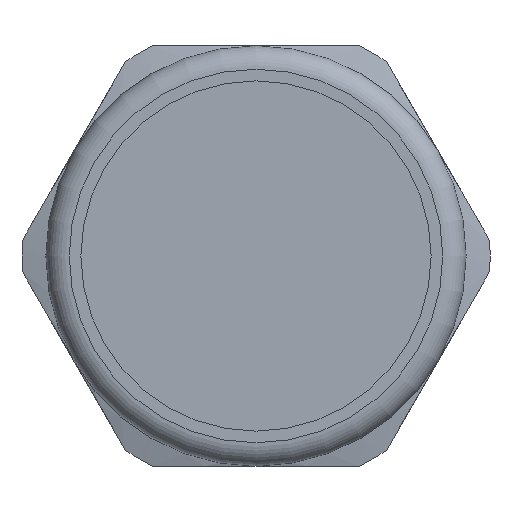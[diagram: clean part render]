
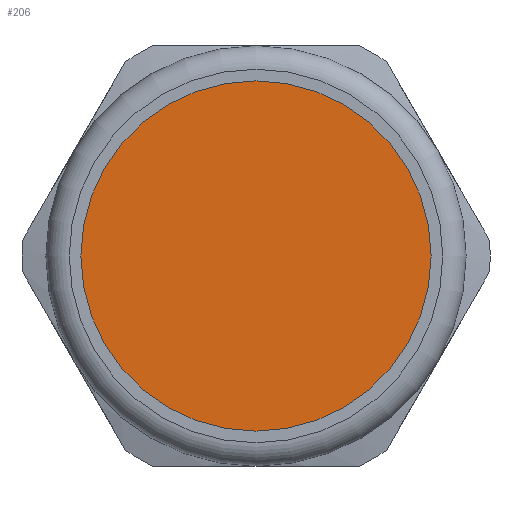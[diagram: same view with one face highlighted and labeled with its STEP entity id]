
A CAD part, left-side view. The second image highlights one B-rep face of the part: STEP entity #206.
In plain terms, the highlighted planar face has unit normal (-1, 0, 0).
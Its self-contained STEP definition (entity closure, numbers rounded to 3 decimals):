
#206 = ADVANCED_FACE( '', ( #430 ), #431, .T. );
#430 = FACE_OUTER_BOUND( '', #649, .T. );
#431 = PLANE( '', #650 );
#649 = EDGE_LOOP( '', ( #1197 ) );
#650 = AXIS2_PLACEMENT_3D( '', #1198, #1199, #1200 );
#1197 = ORIENTED_EDGE( '', *, *, #1457, .F. );
#1198 = CARTESIAN_POINT( '', ( 0.5, 9.164, 0. ) );
#1199 = DIRECTION( '', ( -1., 0., 0. ) );
#1200 = DIRECTION( '', ( 0., 0., 1. ) );
#1457 = EDGE_CURVE( '', #1785, #1785, #1786, .T. );
#1785 = VERTEX_POINT( '', #2307 );
#1786 = CIRCLE( '', #2308, 9.164 );
#2307 = CARTESIAN_POINT( '', ( 0.5, 0., -9.164 ) );
#2308 = AXIS2_PLACEMENT_3D( '', #2591, #2592, #2593 );
#2591 = CARTESIAN_POINT( '', ( 0.5, 0., 0. ) );
#2592 = DIRECTION( '', ( 1., 0., 0. ) );
#2593 = DIRECTION( '', ( 0., 0., -1. ) );
